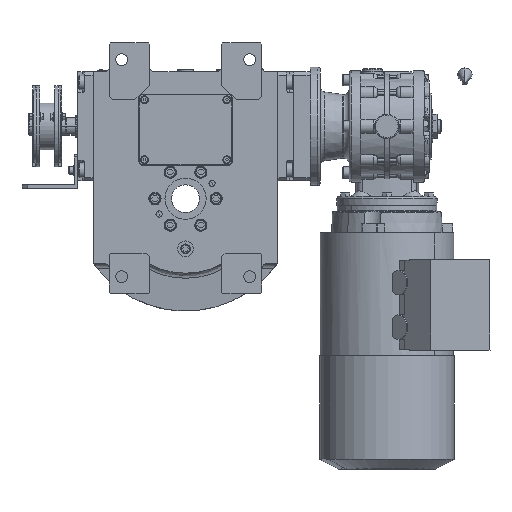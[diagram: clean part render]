
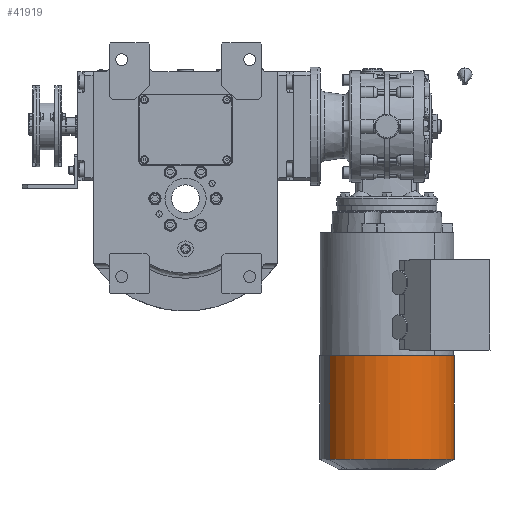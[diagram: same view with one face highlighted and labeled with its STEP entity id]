
A CAD part, front view. The second image highlights one B-rep face of the part: STEP entity #41919.
In plain terms, the highlighted cylindrical face has radius 60.5 mm (diameter 121 mm), a partial arc.
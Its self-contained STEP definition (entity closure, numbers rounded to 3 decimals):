
#411 = EDGE_CURVE ( 'NONE', #85257, #86439, #36667, .T. ) ;
#1578 = CARTESIAN_POINT ( 'NONE',  ( -64.811, -20.922, -58.703 ) ) ;
#10615 = ORIENTED_EDGE ( 'NONE', *, *, #41794, .F. ) ;
#12097 = DIRECTION ( 'NONE',  ( -1., 0., 0. ) ) ;
#13323 = DIRECTION ( 'NONE',  ( -1., 0., 0. ) ) ;
#15872 = LINE ( 'NONE', #122273, #16502 ) ;
#16502 = VECTOR ( 'NONE', #121604, 1000. ) ;
#23372 = CARTESIAN_POINT ( 'NONE',  ( -64.811, 8.35, 58.703 ) ) ;
#30865 = DIRECTION ( 'NONE',  ( -1., 0., 0. ) ) ;
#32151 = ORIENTED_EDGE ( 'NONE', *, *, #53526, .F. ) ;
#33021 = ORIENTED_EDGE ( 'NONE', *, *, #119236, .F. ) ;
#36667 = LINE ( 'NONE', #65528, #92331 ) ;
#41794 = EDGE_CURVE ( 'NONE', #123120, #131741, #15872, .T. ) ;
#41919 = ADVANCED_FACE ( 'NONE', ( #135298 ), #83106, .T. ) ;
#43691 = DIRECTION ( 'NONE',  ( 0., 0.242, 0.97 ) ) ;
#53526 = EDGE_CURVE ( 'NONE', #86439, #123120, #125667, .T. ) ;
#59376 = EDGE_LOOP ( 'NONE', ( #33021, #10615, #32151, #79878 ) ) ;
#63239 = DIRECTION ( 'NONE',  ( 0., -0.242, -0.97 ) ) ;
#65528 = CARTESIAN_POINT ( 'NONE',  ( -64.811, 8.35, 58.703 ) ) ;
#67964 = CARTESIAN_POINT ( 'NONE',  ( -158.212, -20.922, -58.703 ) ) ;
#74240 = DIRECTION ( 'NONE',  ( 1., 0., 0. ) ) ;
#79878 = ORIENTED_EDGE ( 'NONE', *, *, #411, .F. ) ;
#83106 = CYLINDRICAL_SURFACE ( 'NONE', #86630, 60.5 ) ;
#85257 = VERTEX_POINT ( 'NONE', #23372 ) ;
#86439 = VERTEX_POINT ( 'NONE', #123748 ) ;
#86589 = CARTESIAN_POINT ( 'NONE',  ( -64.811, -6.286, 0. ) ) ;
#86630 = AXIS2_PLACEMENT_3D ( 'NONE', #124996, #30865, #105023 ) ;
#92331 = VECTOR ( 'NONE', #13323, 1000. ) ;
#98953 = AXIS2_PLACEMENT_3D ( 'NONE', #86589, #74240, #63239 ) ;
#105023 = DIRECTION ( 'NONE',  ( 0., 0.242, 0.97 ) ) ;
#106171 = CARTESIAN_POINT ( 'NONE',  ( -158.212, -6.286, 0. ) ) ;
#114256 = CIRCLE ( 'NONE', #98953, 60.5 ) ;
#119236 = EDGE_CURVE ( 'NONE', #131741, #85257, #114256, .T. ) ;
#121604 = DIRECTION ( 'NONE',  ( 1., 0., 0. ) ) ;
#122273 = CARTESIAN_POINT ( 'NONE',  ( -158.212, -20.922, -58.703 ) ) ;
#123120 = VERTEX_POINT ( 'NONE', #67964 ) ;
#123748 = CARTESIAN_POINT ( 'NONE',  ( -158.212, 8.35, 58.703 ) ) ;
#124996 = CARTESIAN_POINT ( 'NONE',  ( -26.951, -6.286, 0. ) ) ;
#125667 = CIRCLE ( 'NONE', #134491, 60.5 ) ;
#131741 = VERTEX_POINT ( 'NONE', #1578 ) ;
#134491 = AXIS2_PLACEMENT_3D ( 'NONE', #106171, #12097, #43691 ) ;
#135298 = FACE_OUTER_BOUND ( 'NONE', #59376, .T. ) ;
